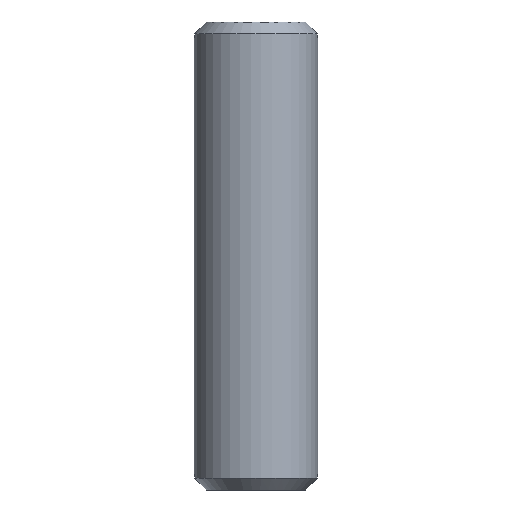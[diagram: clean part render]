
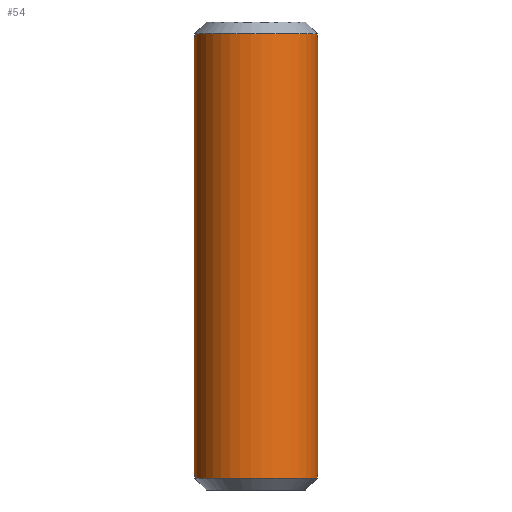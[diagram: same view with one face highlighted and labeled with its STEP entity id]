
A CAD part, front view. The second image highlights one B-rep face of the part: STEP entity #54.
In plain terms, the highlighted cylindrical face has radius 7.938 mm (diameter 15.875 mm), a partial arc.
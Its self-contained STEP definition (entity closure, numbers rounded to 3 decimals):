
#8 = CARTESIAN_POINT ( 'NONE',  ( 7.874, -1., -2. ) ) ;
#9 = VERTEX_POINT ( 'NONE', #817 ) ;
#14 = CARTESIAN_POINT ( 'NONE',  ( -7.874, -1., 0. ) ) ;
#22 = EDGE_CURVE ( 'NONE', #300, #9, #66, .T. ) ;
#26 = VERTEX_POINT ( 'NONE', #50 ) ;
#29 = CARTESIAN_POINT ( 'NONE',  ( 7.874, -1., 0. ) ) ;
#33 = CARTESIAN_POINT ( 'NONE',  ( 0., 0., -58. ) ) ;
#34 = LINE ( 'NONE', #29, #352 ) ;
#42 = CARTESIAN_POINT ( 'NONE',  ( -7.938, 0., -58. ) ) ;
#44 = VECTOR ( 'NONE', #452, 1000. ) ;
#46 = ORIENTED_EDGE ( 'NONE', *, *, #89, .T. ) ;
#50 = CARTESIAN_POINT ( 'NONE',  ( -7.938, 0., -2. ) ) ;
#53 = DIRECTION ( 'NONE',  ( 0., 0., 1. ) ) ;
#54 = ADVANCED_FACE ( 'NONE', ( #477 ), #307, .T. ) ;
#66 = CIRCLE ( 'NONE', #142, 7.938 ) ;
#73 = CARTESIAN_POINT ( 'NONE',  ( 0., 0., -58. ) ) ;
#76 = EDGE_CURVE ( 'NONE', #212, #617, #818, .T. ) ;
#89 = EDGE_CURVE ( 'NONE', #576, #26, #469, .T. ) ;
#91 = CARTESIAN_POINT ( 'NONE',  ( -7.874, -1., -1.5 ) ) ;
#98 = ORIENTED_EDGE ( 'NONE', *, *, #232, .T. ) ;
#101 = DIRECTION ( 'NONE',  ( 0., 0., 1. ) ) ;
#135 = CARTESIAN_POINT ( 'NONE',  ( 0., 0., 0. ) ) ;
#142 = AXIS2_PLACEMENT_3D ( 'NONE', #621, #206, #279 ) ;
#152 = DIRECTION ( 'NONE',  ( 0., 0., 1. ) ) ;
#166 = DIRECTION ( 'NONE',  ( 0., 0., -1. ) ) ;
#167 = VERTEX_POINT ( 'NONE', #8 ) ;
#168 = VERTEX_POINT ( 'NONE', #499 ) ;
#176 = DIRECTION ( 'NONE',  ( 1., 0., 0. ) ) ;
#178 = CARTESIAN_POINT ( 'NONE',  ( 7.874, -1., 0. ) ) ;
#189 = ORIENTED_EDGE ( 'NONE', *, *, #520, .T. ) ;
#195 = DIRECTION ( 'NONE',  ( 0., 0., 1. ) ) ;
#196 = EDGE_CURVE ( 'NONE', #668, #308, #502, .T. ) ;
#206 = DIRECTION ( 'NONE',  ( 0., 0., 1. ) ) ;
#208 = EDGE_CURVE ( 'NONE', #168, #251, #256, .T. ) ;
#212 = VERTEX_POINT ( 'NONE', #639 ) ;
#221 = LINE ( 'NONE', #14, #44 ) ;
#227 = VERTEX_POINT ( 'NONE', #312 ) ;
#232 = EDGE_CURVE ( 'NONE', #308, #168, #221, .T. ) ;
#242 = EDGE_CURVE ( 'NONE', #617, #167, #276, .T. ) ;
#243 = CARTESIAN_POINT ( 'NONE',  ( -7.874, -1., -58. ) ) ;
#251 = VERTEX_POINT ( 'NONE', #314 ) ;
#256 = CIRCLE ( 'NONE', #593, 7.937 ) ;
#273 = EDGE_CURVE ( 'NONE', #167, #9, #748, .T. ) ;
#276 = CIRCLE ( 'NONE', #681, 7.938 ) ;
#279 = DIRECTION ( 'NONE',  ( 1., 0., 0. ) ) ;
#283 = DIRECTION ( 'NONE',  ( 1., 0., 0. ) ) ;
#291 = DIRECTION ( 'NONE',  ( 0., 0., 1. ) ) ;
#294 = DIRECTION ( 'NONE',  ( 0., 0., 1. ) ) ;
#300 = VERTEX_POINT ( 'NONE', #91 ) ;
#307 = CYLINDRICAL_SURFACE ( 'NONE', #562, 7.938 ) ;
#308 = VERTEX_POINT ( 'NONE', #243 ) ;
#312 = CARTESIAN_POINT ( 'NONE',  ( 7.874, -1., -58. ) ) ;
#314 = CARTESIAN_POINT ( 'NONE',  ( 7.874, -1., -58.5 ) ) ;
#325 = CARTESIAN_POINT ( 'NONE',  ( -7.874, -1., 0. ) ) ;
#340 = AXIS2_PLACEMENT_3D ( 'NONE', #33, #530, #176 ) ;
#343 = ORIENTED_EDGE ( 'NONE', *, *, #22, .F. ) ;
#352 = VECTOR ( 'NONE', #195, 1000. ) ;
#356 = CARTESIAN_POINT ( 'NONE',  ( 7.938, 0., 0. ) ) ;
#362 = DIRECTION ( 'NONE',  ( 0., 0., -1. ) ) ;
#367 = ORIENTED_EDGE ( 'NONE', *, *, #273, .T. ) ;
#369 = DIRECTION ( 'NONE',  ( 1., 0., 0. ) ) ;
#375 = DIRECTION ( 'NONE',  ( -1., 0., 0. ) ) ;
#379 = CARTESIAN_POINT ( 'NONE',  ( 0., 0., -2. ) ) ;
#380 = LINE ( 'NONE', #325, #392 ) ;
#381 = VECTOR ( 'NONE', #101, 1000. ) ;
#392 = VECTOR ( 'NONE', #810, 1000. ) ;
#395 = EDGE_CURVE ( 'NONE', #300, #576, #380, .T. ) ;
#402 = CARTESIAN_POINT ( 'NONE',  ( -7.874, -1., -2. ) ) ;
#408 = EDGE_CURVE ( 'NONE', #227, #212, #738, .T. ) ;
#447 = ORIENTED_EDGE ( 'NONE', *, *, #752, .F. ) ;
#449 = ORIENTED_EDGE ( 'NONE', *, *, #242, .T. ) ;
#452 = DIRECTION ( 'NONE',  ( 0., 0., -1. ) ) ;
#456 = ORIENTED_EDGE ( 'NONE', *, *, #76, .T. ) ;
#469 = CIRCLE ( 'NONE', #498, 7.938 ) ;
#477 = FACE_OUTER_BOUND ( 'NONE', #524, .T. ) ;
#498 = AXIS2_PLACEMENT_3D ( 'NONE', #769, #362, #375 ) ;
#499 = CARTESIAN_POINT ( 'NONE',  ( -7.874, -1., -58.5 ) ) ;
#502 = CIRCLE ( 'NONE', #746, 7.938 ) ;
#520 = EDGE_CURVE ( 'NONE', #251, #227, #34, .T. ) ;
#524 = EDGE_LOOP ( 'NONE', ( #447, #884, #98, #591, #189, #699, #456, #449, #367, #343, #655, #46 ) ) ;
#530 = DIRECTION ( 'NONE',  ( 0., 0., 1. ) ) ;
#562 = AXIS2_PLACEMENT_3D ( 'NONE', #135, #702, #283 ) ;
#576 = VERTEX_POINT ( 'NONE', #402 ) ;
#591 = ORIENTED_EDGE ( 'NONE', *, *, #208, .T. ) ;
#593 = AXIS2_PLACEMENT_3D ( 'NONE', #776, #294, #369 ) ;
#598 = VECTOR ( 'NONE', #291, 1000. ) ;
#617 = VERTEX_POINT ( 'NONE', #819 ) ;
#621 = CARTESIAN_POINT ( 'NONE',  ( 0., 0., -1.5 ) ) ;
#639 = CARTESIAN_POINT ( 'NONE',  ( 7.938, 0., -58. ) ) ;
#655 = ORIENTED_EDGE ( 'NONE', *, *, #395, .T. ) ;
#668 = VERTEX_POINT ( 'NONE', #42 ) ;
#681 = AXIS2_PLACEMENT_3D ( 'NONE', #379, #166, #885 ) ;
#684 = CARTESIAN_POINT ( 'NONE',  ( -7.938, 0., 0. ) ) ;
#695 = VECTOR ( 'NONE', #53, 1000. ) ;
#699 = ORIENTED_EDGE ( 'NONE', *, *, #408, .T. ) ;
#702 = DIRECTION ( 'NONE',  ( 0., 0., 1. ) ) ;
#705 = DIRECTION ( 'NONE',  ( 1., 0., 0. ) ) ;
#738 = CIRCLE ( 'NONE', #340, 7.938 ) ;
#746 = AXIS2_PLACEMENT_3D ( 'NONE', #73, #152, #705 ) ;
#748 = LINE ( 'NONE', #178, #381 ) ;
#752 = EDGE_CURVE ( 'NONE', #668, #26, #911, .T. ) ;
#769 = CARTESIAN_POINT ( 'NONE',  ( 0., 0., -2. ) ) ;
#776 = CARTESIAN_POINT ( 'NONE',  ( 0., 0., -58.5 ) ) ;
#810 = DIRECTION ( 'NONE',  ( 0., 0., -1. ) ) ;
#817 = CARTESIAN_POINT ( 'NONE',  ( 7.874, -1., -1.5 ) ) ;
#818 = LINE ( 'NONE', #356, #598 ) ;
#819 = CARTESIAN_POINT ( 'NONE',  ( 7.938, 0., -2. ) ) ;
#884 = ORIENTED_EDGE ( 'NONE', *, *, #196, .T. ) ;
#885 = DIRECTION ( 'NONE',  ( -1., 0., 0. ) ) ;
#911 = LINE ( 'NONE', #684, #695 ) ;
